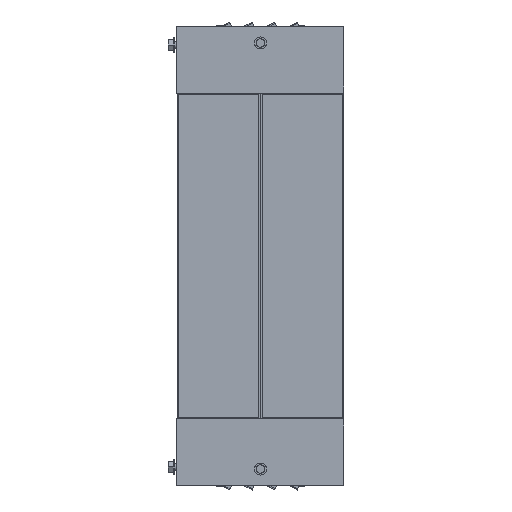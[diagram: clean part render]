
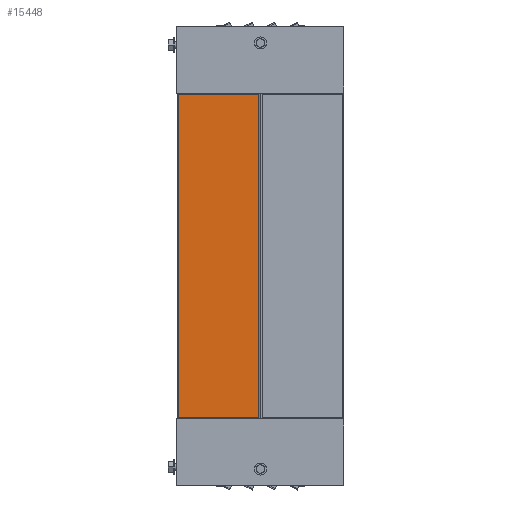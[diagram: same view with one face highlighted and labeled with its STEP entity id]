
A CAD part, left-side view. The second image highlights one B-rep face of the part: STEP entity #15448.
In plain terms, the highlighted planar face has unit normal (-1, 0, 0).
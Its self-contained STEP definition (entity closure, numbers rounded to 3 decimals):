
#1003 = VERTEX_POINT ( 'NONE', #20083 ) ;
#1017 = VERTEX_POINT ( 'NONE', #16764 ) ;
#1158 = VECTOR ( 'NONE', #19118, 1000. ) ;
#1495 = VECTOR ( 'NONE', #3007, 1000. ) ;
#1722 = LINE ( 'NONE', #18601, #16893 ) ;
#2134 = ORIENTED_EDGE ( 'NONE', *, *, #21657, .T. ) ;
#2883 = EDGE_CURVE ( 'NONE', #6078, #1017, #1722, .T. ) ;
#3007 = DIRECTION ( 'NONE',  ( 0., 0., 1. ) ) ;
#3162 = FACE_OUTER_BOUND ( 'NONE', #7563, .T. ) ;
#3358 = CARTESIAN_POINT ( 'NONE',  ( 0., -99.5, 495. ) ) ;
#4861 = ORIENTED_EDGE ( 'NONE', *, *, #2883, .T. ) ;
#6078 = VERTEX_POINT ( 'NONE', #10117 ) ;
#7563 = EDGE_LOOP ( 'NONE', ( #13277, #17677, #4861, #2134 ) ) ;
#7846 = VECTOR ( 'NONE', #20633, 1000. ) ;
#7897 = LINE ( 'NONE', #12519, #1495 ) ;
#7955 = DIRECTION ( 'NONE',  ( 0., 0., 1. ) ) ;
#10117 = CARTESIAN_POINT ( 'NONE',  ( 0., -0.5, 105. ) ) ;
#10667 = AXIS2_PLACEMENT_3D ( 'NONE', #19933, #13117, #7955 ) ;
#10756 = CARTESIAN_POINT ( 'NONE',  ( 0., -0.5, 495. ) ) ;
#12519 = CARTESIAN_POINT ( 'NONE',  ( 0., -99.5, 495. ) ) ;
#13117 = DIRECTION ( 'NONE',  ( -1., 0., 0. ) ) ;
#13277 = ORIENTED_EDGE ( 'NONE', *, *, #15064, .T. ) ;
#14342 = CARTESIAN_POINT ( 'NONE',  ( 0., -99.5, 495. ) ) ;
#14865 = PLANE ( 'NONE',  #10667 ) ;
#15064 = EDGE_CURVE ( 'NONE', #16691, #1003, #20848, .T. ) ;
#15448 = ADVANCED_FACE ( 'NONE', ( #3162 ), #14865, .T. ) ;
#16691 = VERTEX_POINT ( 'NONE', #3358 ) ;
#16764 = CARTESIAN_POINT ( 'NONE',  ( 0., -99.5, 105. ) ) ;
#16893 = VECTOR ( 'NONE', #18496, 1000. ) ;
#17677 = ORIENTED_EDGE ( 'NONE', *, *, #21513, .T. ) ;
#18496 = DIRECTION ( 'NONE',  ( 0., -1., 0. ) ) ;
#18601 = CARTESIAN_POINT ( 'NONE',  ( 0., -99.5, 105. ) ) ;
#19016 = LINE ( 'NONE', #10756, #1158 ) ;
#19118 = DIRECTION ( 'NONE',  ( 0., 0., -1. ) ) ;
#19933 = CARTESIAN_POINT ( 'NONE',  ( 0., 0., 0. ) ) ;
#20083 = CARTESIAN_POINT ( 'NONE',  ( 0., -0.5, 495. ) ) ;
#20633 = DIRECTION ( 'NONE',  ( 0., 1., 0. ) ) ;
#20848 = LINE ( 'NONE', #14342, #7846 ) ;
#21513 = EDGE_CURVE ( 'NONE', #1003, #6078, #19016, .T. ) ;
#21657 = EDGE_CURVE ( 'NONE', #1017, #16691, #7897, .T. ) ;
